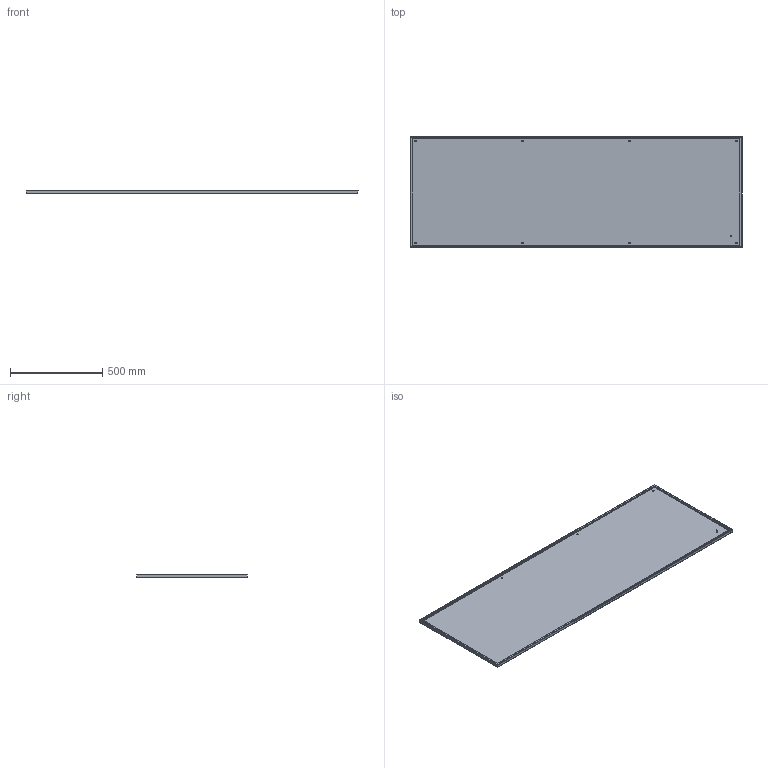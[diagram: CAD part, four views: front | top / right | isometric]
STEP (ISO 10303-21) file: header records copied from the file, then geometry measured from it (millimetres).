
FILE_DESCRIPTION (( 'STEP AP214' ), '1' );
FILE_NAME ('Áîêîâûå ñòåíêè FORT IP31 äëÿ êîðïóñà âûñîòîé 1800 è ãëóáèíîé 600 (2øò.) EKF PROxima.STEP', '2020-11-17T10:19:29', ( '' ), ( '' ), 'SwSTEP 2.0', 'SolidWorks 2019', '' );
FILE_SCHEMA (( 'AUTOMOTIVE_DESIGN' ));
Length unit declared in the file: millimetre
Products named in the file (3): Øïèëüêà Ì6õ12; ÌÈ-1021.04.01.001 Ñòåíêà áîêîâàÿ 600õ1800; Áîêîâûå ñòåíêè FORT IP31 äëÿ êîðïóñà âûñîòîé 1800 è ãëóáèíîé 600 (2øò.) EKF PROxima
Assembly tree (2 placements, depth 2):
  Áîêîâûå ñòåíêè FORT IP31 äëÿ êîðïóñà âûñîòîé 1800 è ãëóáèíîé 600 (2øò.) EKF PROxima
    ÌÈ-1021.04.01.001 Ñòåíêà áîêîâàÿ 600õ1800
    Øïèëüêà Ì6õ12
Bounding box: 1799 x 599 x 17.5 mm (x, y, z)
Volume: 1197819.5 mm3; surface area: 2400420.8 mm2
Topology: 2 solids, 2 shells, 98 faces, 210 edges, 118 vertices
Faces by surface type: plane 42, cylinder 38, bspline 16, cone 2
Entity records: 4117 total; most frequent: CARTESIAN_POINT 2022, ORIENTED_EDGE 420, DIRECTION 370, EDGE_CURVE 210, AXIS2_PLACEMENT_3D 133, VERTEX_POINT 118, EDGE_LOOP 116, VECTOR 104
